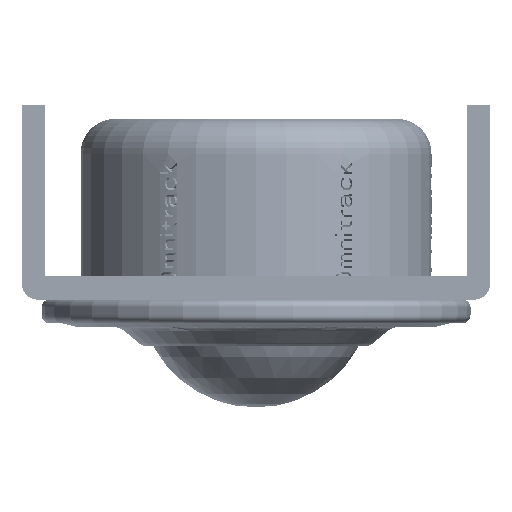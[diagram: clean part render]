
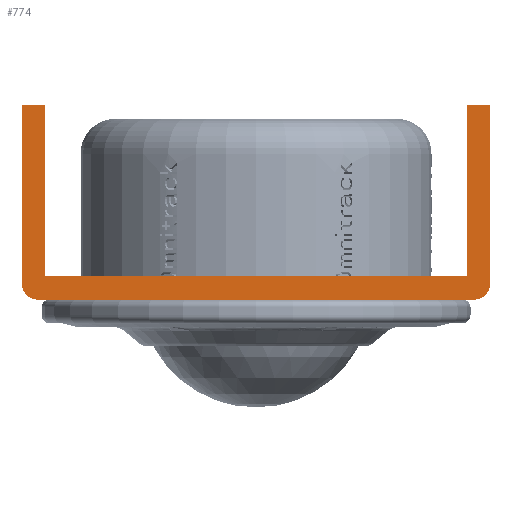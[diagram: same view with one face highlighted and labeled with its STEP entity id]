
A CAD part, front view. The second image highlights one B-rep face of the part: STEP entity #774.
In plain terms, the highlighted planar face has unit normal (0, -1, 0).
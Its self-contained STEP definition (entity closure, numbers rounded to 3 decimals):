
#43=CARTESIAN_POINT('',(28.,-400.,-23.));
#44=DIRECTION('',(0.,-1.,0.));
#45=DIRECTION('',(0.,0.,-1.));
#46=AXIS2_PLACEMENT_3D('',#43,#44,#45);
#48=DIRECTION('',(-1.,0.,0.));
#49=VECTOR('',#48,56.);
#50=CARTESIAN_POINT('',(28.,-400.,-25.));
#51=LINE('',#50,#49);
#52=CARTESIAN_POINT('',(-28.,-400.,-23.));
#53=DIRECTION('',(0.,-1.,0.));
#54=DIRECTION('',(-1.,0.,0.));
#55=AXIS2_PLACEMENT_3D('',#52,#53,#54);
#57=DIRECTION('',(0.,0.,1.));
#58=VECTOR('',#57,23.);
#59=CARTESIAN_POINT('',(-30.,-400.,-23.));
#60=LINE('',#59,#58);
#61=DIRECTION('',(1.,0.,0.));
#62=VECTOR('',#61,3.);
#63=CARTESIAN_POINT('',(-30.,-400.,0.));
#64=LINE('',#63,#62);
#65=DIRECTION('',(0.,0.,-1.));
#66=VECTOR('',#65,22.);
#67=CARTESIAN_POINT('',(-27.,-400.,0.));
#68=LINE('',#67,#66);
#69=DIRECTION('',(1.,0.,0.));
#70=VECTOR('',#69,54.);
#71=CARTESIAN_POINT('',(-27.,-400.,-22.));
#72=LINE('',#71,#70);
#73=DIRECTION('',(0.,0.,1.));
#74=VECTOR('',#73,22.);
#75=CARTESIAN_POINT('',(27.,-400.,-22.));
#76=LINE('',#75,#74);
#77=DIRECTION('',(1.,0.,0.));
#78=VECTOR('',#77,3.);
#79=CARTESIAN_POINT('',(27.,-400.,0.));
#80=LINE('',#79,#78);
#81=DIRECTION('',(0.,0.,-1.));
#82=VECTOR('',#81,23.);
#83=CARTESIAN_POINT('',(30.,-400.,0.));
#84=LINE('',#83,#82);
#557=CARTESIAN_POINT('',(-30.,-400.,0.));
#558=CARTESIAN_POINT('',(-27.,-400.,0.));
#559=VERTEX_POINT('',#557);
#560=VERTEX_POINT('',#558);
#561=CARTESIAN_POINT('',(-27.,-400.,-22.));
#562=VERTEX_POINT('',#561);
#563=CARTESIAN_POINT('',(27.,-400.,-22.));
#564=VERTEX_POINT('',#563);
#565=CARTESIAN_POINT('',(27.,-400.,0.));
#566=VERTEX_POINT('',#565);
#567=CARTESIAN_POINT('',(30.,-400.,0.));
#568=VERTEX_POINT('',#567);
#689=CARTESIAN_POINT('',(-30.,-400.,-23.));
#690=CARTESIAN_POINT('',(-28.,-400.,-25.));
#691=VERTEX_POINT('',#689);
#692=VERTEX_POINT('',#690);
#697=CARTESIAN_POINT('',(28.,-400.,-25.));
#698=CARTESIAN_POINT('',(30.,-400.,-23.));
#699=VERTEX_POINT('',#697);
#700=VERTEX_POINT('',#698);
#748=CARTESIAN_POINT('',(0.,-400.,0.));
#749=DIRECTION('',(0.,1.,0.));
#750=DIRECTION('',(1.,0.,0.));
#751=AXIS2_PLACEMENT_3D('',#748,#749,#750);
#752=PLANE('',#751);
#753=ORIENTED_EDGE('',*,*,#738,.F.);
#755=ORIENTED_EDGE('',*,*,#754,.T.);
#757=ORIENTED_EDGE('',*,*,#756,.F.);
#759=ORIENTED_EDGE('',*,*,#758,.T.);
#761=ORIENTED_EDGE('',*,*,#760,.T.);
#763=ORIENTED_EDGE('',*,*,#762,.T.);
#765=ORIENTED_EDGE('',*,*,#764,.T.);
#767=ORIENTED_EDGE('',*,*,#766,.T.);
#769=ORIENTED_EDGE('',*,*,#768,.T.);
#771=ORIENTED_EDGE('',*,*,#770,.T.);
#772=EDGE_LOOP('',(#753,#755,#757,#759,#761,#763,#765,#767,#769,#771));
#773=FACE_OUTER_BOUND('',#772,.F.);
#774=ADVANCED_FACE('',(#773),#752,.F.);
#47=CIRCLE('',#46,2.);
#56=CIRCLE('',#55,2.);
#738=EDGE_CURVE('',#699,#700,#47,.T.);
#754=EDGE_CURVE('',#699,#692,#51,.T.);
#756=EDGE_CURVE('',#691,#692,#56,.T.);
#758=EDGE_CURVE('',#691,#559,#60,.T.);
#760=EDGE_CURVE('',#559,#560,#64,.T.);
#762=EDGE_CURVE('',#560,#562,#68,.T.);
#764=EDGE_CURVE('',#562,#564,#72,.T.);
#766=EDGE_CURVE('',#564,#566,#76,.T.);
#768=EDGE_CURVE('',#566,#568,#80,.T.);
#770=EDGE_CURVE('',#568,#700,#84,.T.);
